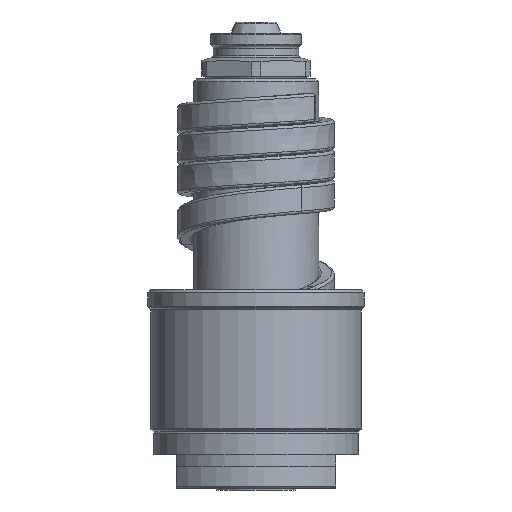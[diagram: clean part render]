
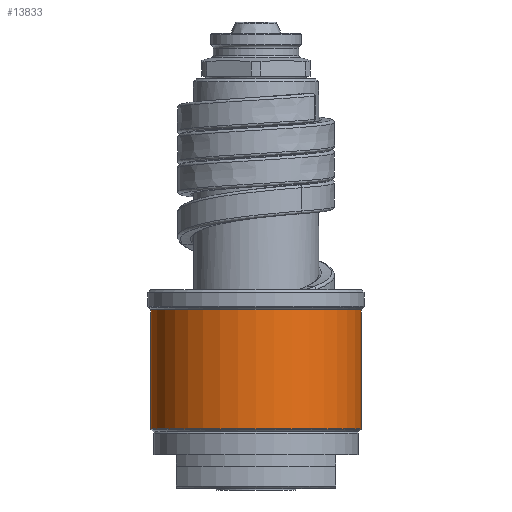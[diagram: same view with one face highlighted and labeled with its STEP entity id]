
A CAD part, front view. The second image highlights one B-rep face of the part: STEP entity #13833.
In plain terms, the highlighted cylindrical face has radius 18.5 mm (diameter 37 mm), a partial arc.
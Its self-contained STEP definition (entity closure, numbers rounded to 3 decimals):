
#5169=CARTESIAN_POINT('',(0.,0.,10.583));
#5170=DIRECTION('',(0.,0.,1.));
#5171=DIRECTION('',(-1.,0.,0.));
#5172=AXIS2_PLACEMENT_3D('',#5169,#5170,#5171);
#5174=DIRECTION('',(0.,0.,-1.));
#5175=VECTOR('',#5174,20.834);
#5176=CARTESIAN_POINT('',(-18.5,0.,31.417));
#5177=LINE('',#5176,#5175);
#5178=CARTESIAN_POINT('',(0.,0.,31.417));
#5179=DIRECTION('',(0.,0.,1.));
#5180=DIRECTION('',(-1.,0.,0.));
#5181=AXIS2_PLACEMENT_3D('',#5178,#5179,#5180);
#5183=DIRECTION('',(0.,0.,-1.));
#5184=VECTOR('',#5183,20.834);
#5185=CARTESIAN_POINT('',(18.5,0.,31.417));
#5186=LINE('',#5185,#5184);
#5523=CARTESIAN_POINT('',(18.5,0.,31.417));
#5524=CARTESIAN_POINT('',(-18.5,0.,31.417));
#5525=VERTEX_POINT('',#5523);
#5526=VERTEX_POINT('',#5524);
#5549=CARTESIAN_POINT('',(18.5,0.,10.583));
#5550=VERTEX_POINT('',#5549);
#5551=CARTESIAN_POINT('',(-18.5,0.,10.583));
#5552=VERTEX_POINT('',#5551);
#13821=CARTESIAN_POINT('',(0.,0.,8.75));
#13822=DIRECTION('',(0.,0.,1.));
#13823=DIRECTION('',(-1.,0.,0.));
#13824=AXIS2_PLACEMENT_3D('',#13821,#13822,#13823);
#13825=CYLINDRICAL_SURFACE('',#13824,18.5);
#13826=ORIENTED_EDGE('',*,*,#11966,.F.);
#13827=ORIENTED_EDGE('',*,*,#11947,.F.);
#13829=ORIENTED_EDGE('',*,*,#13828,.T.);
#13830=ORIENTED_EDGE('',*,*,#11943,.T.);
#13831=EDGE_LOOP('',(#13826,#13827,#13829,#13830));
#13832=FACE_OUTER_BOUND('',#13831,.F.);
#5173=CIRCLE('',#5172,18.5);
#5182=CIRCLE('',#5181,18.5);
#11943=EDGE_CURVE('',#5525,#5550,#5186,.T.);
#11947=EDGE_CURVE('',#5526,#5552,#5177,.T.);
#11966=EDGE_CURVE('',#5552,#5550,#5173,.T.);
#13828=EDGE_CURVE('',#5526,#5525,#5182,.T.);
#13833=ADVANCED_FACE('',(#13832),#13825,.T.);
